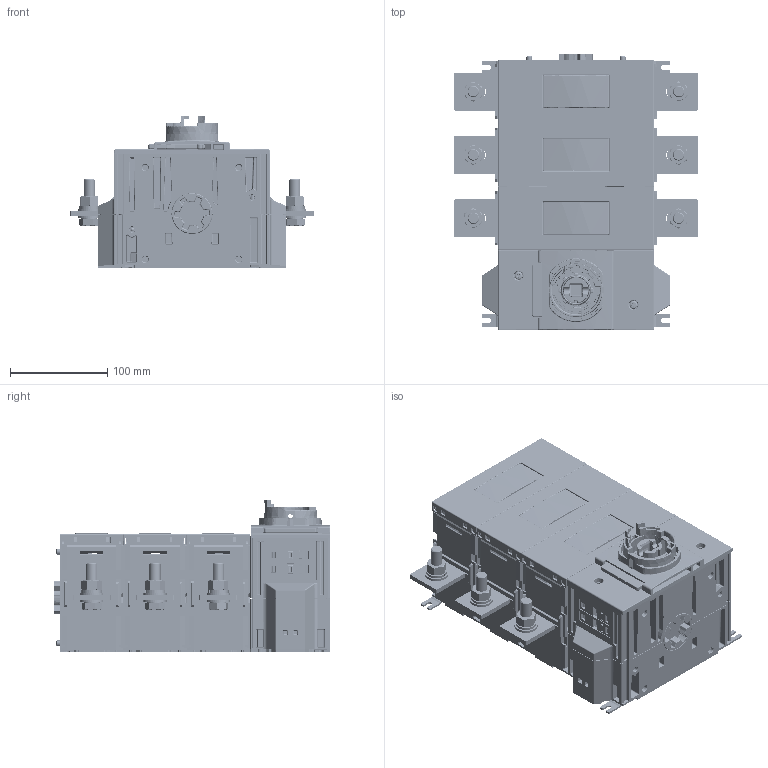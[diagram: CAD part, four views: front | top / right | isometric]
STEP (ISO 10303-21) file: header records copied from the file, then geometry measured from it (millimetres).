
FILE_DESCRIPTION(/* description */ (''),/* implementation_level */ '2;1');
FILE_NAME(/* name */ 'FILE_STP_CAD_DRAWING_3d_GL0631_800C1____prt.stp',/* time_stamp */ '2023-04-21T16:13:18+02:00',/* author */ (''),/* organization */ (''),/* preprocessor_version */ 'ST-DEVELOPER v16.7',/* originating_system */ 'SIEMENS PLM Software NX 12.0',/* authorisation */ '');
FILE_SCHEMA (('AUTOMOTIVE_DESIGN { 1 0 10303 214 3 1 1 1 }'));
Products named in the file (1): 3d_GL0631_800C1___
Bounding box: 249.75 x 283.95 x 156.94 mm (x, y, z)
Surface area: 519609.3 mm2 (no closed solid volume)
Topology: 0 solids, 93 shells, 5444 faces, 18281 edges, 12485 vertices
Faces by surface type: plane 2398, cylinder 1620, bspline 591, cone 353, torus 282, sphere 200
Full cylindrical faces by diameter (mm): 3.4 x2, 3.5 x2, 4.3 x2, 4.8 x2, 5 x2, 5.5 x6, 5.98 x2, 6.6 x4, 7 x4, 8.2 x2, 9 x2, 11.732 x6, 12.07 x2, 16.63 x6, 24 x12, 26.21 x1, 41 x1, 50.3 x1
Entity records: 216780 total; most frequent: CARTESIAN_POINT 64753, DIRECTION 31001, ORIENTED_EDGE 29353, EDGE_CURVE 17807, VERTEX_POINT 12409, AXIS2_PLACEMENT_3D 10578, LINE 9845, VECTOR 9845
